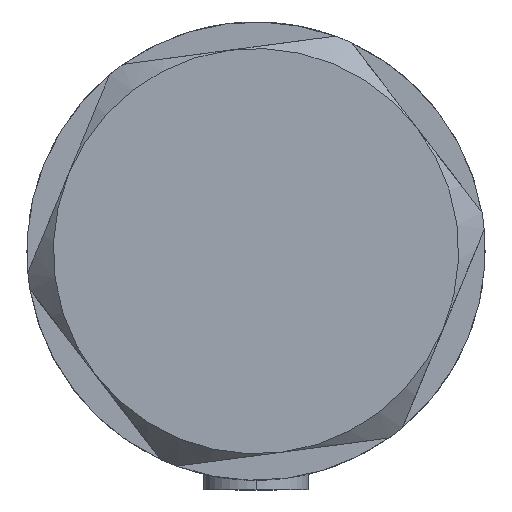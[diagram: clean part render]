
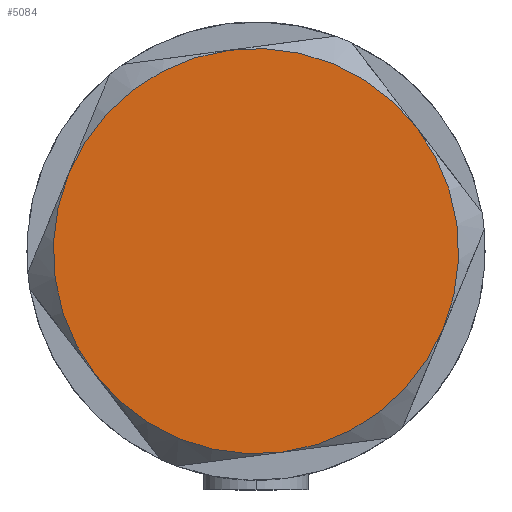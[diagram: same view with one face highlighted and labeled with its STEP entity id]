
A CAD part, left-side view. The second image highlights one B-rep face of the part: STEP entity #5084.
In plain terms, the highlighted face is planar.
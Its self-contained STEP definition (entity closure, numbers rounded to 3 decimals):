
#73 = DIRECTION ( 'NONE',  ( 1., 0., 0. ) ) ;
#230 = EDGE_CURVE ( 'NONE', #2649, #4657, #3842, .T. ) ;
#399 = ORIENTED_EDGE ( 'NONE', *, *, #3487, .T. ) ;
#470 = EDGE_CURVE ( 'NONE', #4169, #2649, #4833, .T. ) ;
#496 = AXIS2_PLACEMENT_3D ( 'NONE', #1190, #3574, #5155 ) ;
#504 = AXIS2_PLACEMENT_3D ( 'NONE', #3245, #2902, #73 ) ;
#507 = CIRCLE ( 'NONE', #2452, 23. ) ;
#565 = DIRECTION ( 'NONE',  ( 1., 0., 0. ) ) ;
#756 = DIRECTION ( 'NONE',  ( 0., 0., 1. ) ) ;
#962 = DIRECTION ( 'NONE',  ( 0., 0., 1. ) ) ;
#974 = CARTESIAN_POINT ( 'NONE',  ( 0., 0., 9. ) ) ;
#1020 = CARTESIAN_POINT ( 'NONE',  ( 0., 0., 9. ) ) ;
#1040 = CARTESIAN_POINT ( 'NONE',  ( 0., 0., 9. ) ) ;
#1054 = EDGE_CURVE ( 'NONE', #4657, #3855, #4674, .T. ) ;
#1093 = CIRCLE ( 'NONE', #496, 23. ) ;
#1190 = CARTESIAN_POINT ( 'NONE',  ( 0., 0., 9. ) ) ;
#1246 = ORIENTED_EDGE ( 'NONE', *, *, #2032, .T. ) ;
#1261 = CARTESIAN_POINT ( 'NONE',  ( 11.5, -19.919, 9. ) ) ;
#1267 = ORIENTED_EDGE ( 'NONE', *, *, #230, .T. ) ;
#1389 = CARTESIAN_POINT ( 'NONE',  ( -11.5, -19.919, 9. ) ) ;
#1442 = AXIS2_PLACEMENT_3D ( 'NONE', #974, #4168, #4822 ) ;
#1588 = CARTESIAN_POINT ( 'NONE',  ( 0., 0., 9. ) ) ;
#1618 = ORIENTED_EDGE ( 'NONE', *, *, #470, .T. ) ;
#1757 = ORIENTED_EDGE ( 'NONE', *, *, #1054, .T. ) ;
#1800 = EDGE_LOOP ( 'NONE', ( #1757, #399, #4103, #1246, #1618, #1267 ) ) ;
#2032 = EDGE_CURVE ( 'NONE', #2334, #4169, #4422, .T. ) ;
#2065 = DIRECTION ( 'NONE',  ( 1., 0., 0. ) ) ;
#2153 = EDGE_CURVE ( 'NONE', #4504, #2334, #1093, .T. ) ;
#2334 = VERTEX_POINT ( 'NONE', #4622 ) ;
#2452 = AXIS2_PLACEMENT_3D ( 'NONE', #1020, #962, #565 ) ;
#2513 = CARTESIAN_POINT ( 'NONE',  ( 23., 0., 9. ) ) ;
#2591 = AXIS2_PLACEMENT_3D ( 'NONE', #1588, #756, #2065 ) ;
#2649 = VERTEX_POINT ( 'NONE', #1389 ) ;
#2659 = PLANE ( 'NONE',  #4863 ) ;
#2788 = DIRECTION ( 'NONE',  ( 0., 0., 1. ) ) ;
#2902 = DIRECTION ( 'NONE',  ( 0., 0., 1. ) ) ;
#3183 = AXIS2_PLACEMENT_3D ( 'NONE', #3571, #2788, #4368 ) ;
#3245 = CARTESIAN_POINT ( 'NONE',  ( 0., 0., 9. ) ) ;
#3487 = EDGE_CURVE ( 'NONE', #3855, #4504, #507, .T. ) ;
#3527 = DIRECTION ( 'NONE',  ( 0., 0., 1. ) ) ;
#3571 = CARTESIAN_POINT ( 'NONE',  ( 0., 0., 9. ) ) ;
#3574 = DIRECTION ( 'NONE',  ( 0., 0., 1. ) ) ;
#3842 = CIRCLE ( 'NONE', #3183, 23. ) ;
#3855 = VERTEX_POINT ( 'NONE', #2513 ) ;
#4103 = ORIENTED_EDGE ( 'NONE', *, *, #2153, .T. ) ;
#4168 = DIRECTION ( 'NONE',  ( 0., 0., 1. ) ) ;
#4169 = VERTEX_POINT ( 'NONE', #4208 ) ;
#4208 = CARTESIAN_POINT ( 'NONE',  ( -23., 0., 9. ) ) ;
#4247 = DIRECTION ( 'NONE',  ( 1., 0., 0. ) ) ;
#4368 = DIRECTION ( 'NONE',  ( 1., 0., 0. ) ) ;
#4422 = CIRCLE ( 'NONE', #1442, 23. ) ;
#4504 = VERTEX_POINT ( 'NONE', #5072 ) ;
#4622 = CARTESIAN_POINT ( 'NONE',  ( -11.5, 19.919, 9. ) ) ;
#4657 = VERTEX_POINT ( 'NONE', #1261 ) ;
#4674 = CIRCLE ( 'NONE', #504, 23. ) ;
#4822 = DIRECTION ( 'NONE',  ( 1., 0., 0. ) ) ;
#4833 = CIRCLE ( 'NONE', #2591, 23. ) ;
#4863 = AXIS2_PLACEMENT_3D ( 'NONE', #1040, #3527, #4247 ) ;
#5002 = FACE_OUTER_BOUND ( 'NONE', #1800, .T. ) ;
#5072 = CARTESIAN_POINT ( 'NONE',  ( 11.5, 19.919, 9. ) ) ;
#5084 = ADVANCED_FACE ( 'NONE', ( #5002 ), #2659, .T. ) ;
#5155 = DIRECTION ( 'NONE',  ( 1., 0., 0. ) ) ;
